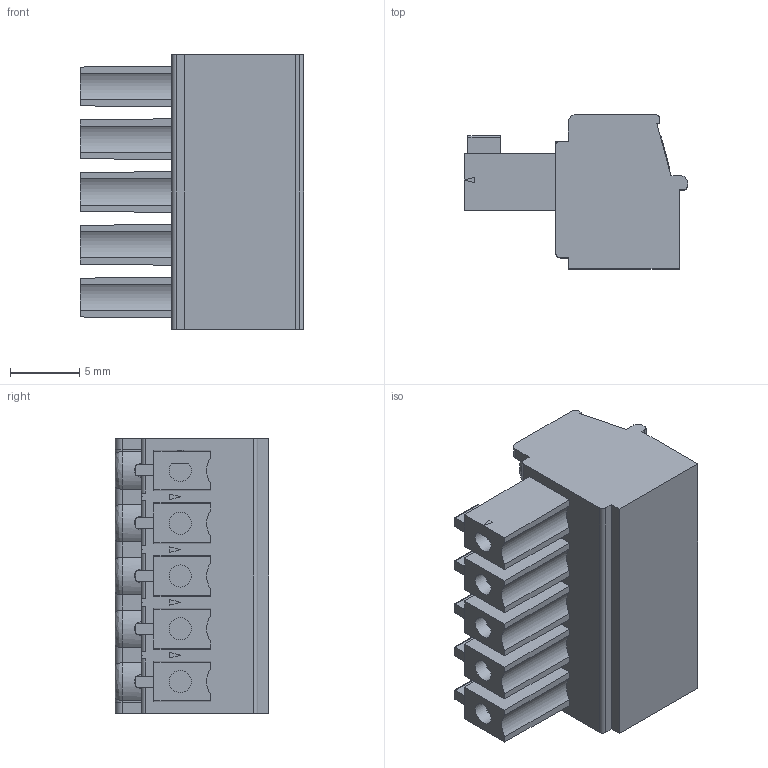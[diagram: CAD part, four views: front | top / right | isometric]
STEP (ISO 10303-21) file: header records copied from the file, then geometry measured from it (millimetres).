
FILE_DESCRIPTION (( 'STEP AP214' ), '1' );
FILE_NAME ('9194_50-01__112831_Buchse.step', '2020-05-29T11:56:01', ( '' ), ( '' ), 'SwSTEP 2.0', 'SolidWorks 2018', '' );
FILE_SCHEMA (( 'AUTOMOTIVE_DESIGN' ));
Length unit declared in the file: millimetre
Products named in the file (1): 9194_50-01__112831_Buchse
Bounding box: 16.1 x 11.1 x 19.84 mm (x, y, z)
Volume: 1996.4 mm3; surface area: 1799.3 mm2
Topology: 1 solids, 1 shells, 361 faces, 972 edges, 643 vertices
Faces by surface type: plane 225, cylinder 72, bspline 54, cone 10
Full cylindrical faces by diameter (mm): 1.6 x4, 2.8 x5, 2.9 x5
Entity records: 16592 total; most frequent: CARTESIAN_POINT 4910, ORIENTED_EDGE 1896, DIRECTION 1503, EDGE_CURVE 948, VERTEX_POINT 638, LINE 579, VECTOR 579, AXIS2_PLACEMENT_3D 462
